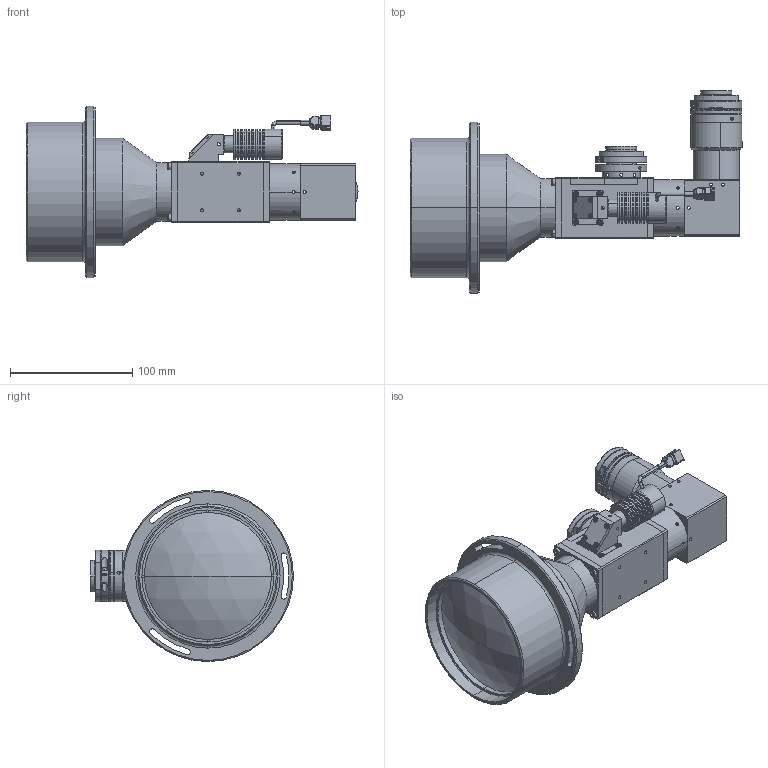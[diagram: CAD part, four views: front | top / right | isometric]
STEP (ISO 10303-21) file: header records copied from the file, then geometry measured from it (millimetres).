
FILE_DESCRIPTION (( 'STEP AP203' ), '1' );
FILE_NAME ('XF-5MDT01090436X120DSSB-D-L90.STEP', '2019-08-14T07:51:06', ( 'canrill005' ), ( '' ), 'SwSTEP 2.0', 'SolidWorks 2014', '' );
FILE_SCHEMA (( 'CONFIG_CONTROL_DESIGN' ));
Length unit declared in the file: millimetre
Products named in the file (1): XF-5MDT01090436X120DSSB-D-L90
Bounding box: 271.52 x 165.95 x 140 mm (x, y, z)
Surface area: 136426.8 mm2 (no closed solid volume)
Topology: 0 solids, 66 shells, 789 faces, 2278 edges, 1529 vertices
Faces by surface type: plane 337, cylinder 296, cone 77, torus 68, sphere 11
Entity records: 27608 total; most frequent: CARTESIAN_POINT 6770, DIRECTION 4545, ORIENTED_EDGE 3745, EDGE_CURVE 2247, AXIS2_PLACEMENT_3D 1652, VERTEX_POINT 1529, LINE 1241, VECTOR 1241
